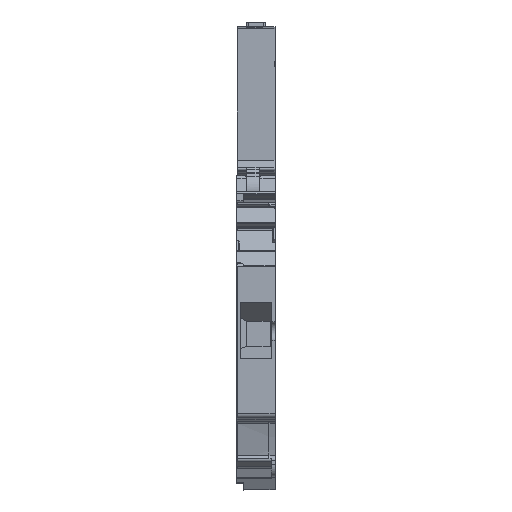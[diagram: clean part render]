
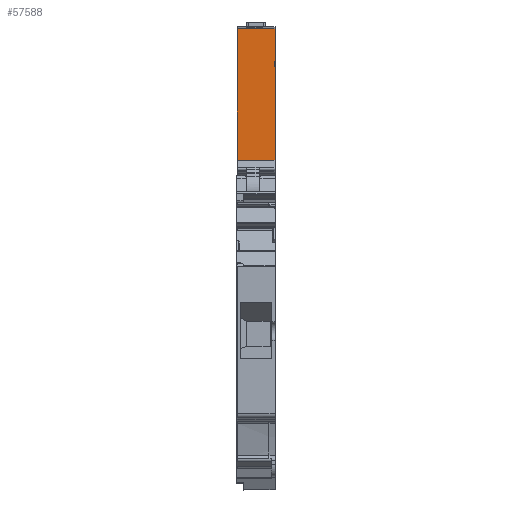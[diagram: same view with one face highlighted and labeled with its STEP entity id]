
A CAD part, front view. The second image highlights one B-rep face of the part: STEP entity #57588.
In plain terms, the highlighted planar face has unit normal (0, -1, 0).
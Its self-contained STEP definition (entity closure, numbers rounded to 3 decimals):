
#57564=AXIS2_PLACEMENT_3D('Plane Axis2P3D',#57561,#57562,#57563) ;
#33215=CARTESIAN_POINT('Vertex',(6.054,18.607,72.858)) ;
#33218=CARTESIAN_POINT('Line Origine',(6.054,18.607,70.26)) ;
#33222=CARTESIAN_POINT('Vertex',(6.054,18.607,67.662)) ;
#33355=CARTESIAN_POINT('Vertex',(6.054,18.607,66.962)) ;
#33358=CARTESIAN_POINT('Line Origine',(6.054,18.607,59.534)) ;
#33362=CARTESIAN_POINT('Vertex',(6.054,18.607,52.106)) ;
#34547=CARTESIAN_POINT('Vertex',(5.954,18.607,66.962)) ;
#34550=CARTESIAN_POINT('Line Origine',(6.004,18.607,66.962)) ;
#35382=CARTESIAN_POINT('Vertex',(5.954,18.607,67.662)) ;
#35385=CARTESIAN_POINT('Line Origine',(5.954,18.607,67.312)) ;
#57391=CARTESIAN_POINT('Line Origine',(3.054,18.607,52.106)) ;
#57395=CARTESIAN_POINT('Vertex',(0.054,18.607,52.106)) ;
#57549=CARTESIAN_POINT('Line Origine',(6.004,18.607,67.662)) ;
#57561=CARTESIAN_POINT('Axis2P3D Location',(2.904,18.607,53.612)) ;
#57566=CARTESIAN_POINT('Line Origine',(3.054,18.607,72.858)) ;
#57570=CARTESIAN_POINT('Vertex',(0.054,18.607,72.858)) ;
#57573=CARTESIAN_POINT('Line Origine',(0.054,18.607,62.482)) ;
#33219=DIRECTION('Vector Direction',(0.,0.,1.)) ;
#33359=DIRECTION('Vector Direction',(0.,0.,-1.)) ;
#34551=DIRECTION('Vector Direction',(-1.,0.,0.)) ;
#35386=DIRECTION('Vector Direction',(0.,0.,-1.)) ;
#57392=DIRECTION('Vector Direction',(1.,0.,0.)) ;
#57550=DIRECTION('Vector Direction',(-1.,0.,0.)) ;
#57562=DIRECTION('Axis2P3D Direction',(0.,1.,0.)) ;
#57563=DIRECTION('Axis2P3D XDirection',(0.,0.,1.)) ;
#57567=DIRECTION('Vector Direction',(1.,0.,0.)) ;
#57574=DIRECTION('Vector Direction',(0.,0.,-1.)) ;
#33220=VECTOR('Line Direction',#33219,1.) ;
#33360=VECTOR('Line Direction',#33359,1.) ;
#34552=VECTOR('Line Direction',#34551,1.) ;
#35387=VECTOR('Line Direction',#35386,1.) ;
#57393=VECTOR('Line Direction',#57392,1.) ;
#57551=VECTOR('Line Direction',#57550,1.) ;
#57568=VECTOR('Line Direction',#57567,1.) ;
#57575=VECTOR('Line Direction',#57574,1.) ;
#57579=ORIENTED_EDGE('',*,*,#33224,.F.) ;
#57580=ORIENTED_EDGE('',*,*,#57572,.T.) ;
#57581=ORIENTED_EDGE('',*,*,#57577,.T.) ;
#57582=ORIENTED_EDGE('',*,*,#57397,.F.) ;
#57583=ORIENTED_EDGE('',*,*,#33364,.F.) ;
#57584=ORIENTED_EDGE('',*,*,#34554,.T.) ;
#57585=ORIENTED_EDGE('',*,*,#35389,.F.) ;
#57586=ORIENTED_EDGE('',*,*,#57553,.F.) ;
#57588=ADVANCED_FACE('FSPG',(#57587),#57565,.F.) ;
#33224=EDGE_CURVE('',#33216,#33223,#33221,.F.) ;
#33364=EDGE_CURVE('',#33356,#33363,#33361,.T.) ;
#34554=EDGE_CURVE('',#33356,#34548,#34553,.T.) ;
#35389=EDGE_CURVE('',#35383,#34548,#35388,.T.) ;
#57397=EDGE_CURVE('',#33363,#57396,#57394,.F.) ;
#57553=EDGE_CURVE('',#33223,#35383,#57552,.T.) ;
#57572=EDGE_CURVE('',#33216,#57571,#57569,.F.) ;
#57577=EDGE_CURVE('',#57571,#57396,#57576,.T.) ;
#57578=EDGE_LOOP('',(#57579,#57580,#57581,#57582,#57583,#57584,#57585,#57586)) ;
#57587=FACE_OUTER_BOUND('',#57578,.T.) ;
#33221=LINE('Line',#33218,#33220) ;
#33361=LINE('Line',#33358,#33360) ;
#34553=LINE('Line',#34550,#34552) ;
#35388=LINE('Line',#35385,#35387) ;
#57394=LINE('Line',#57391,#57393) ;
#57552=LINE('Line',#57549,#57551) ;
#57569=LINE('Line',#57566,#57568) ;
#57576=LINE('Line',#57573,#57575) ;
#57565=PLANE('',#57564) ;
#33216=VERTEX_POINT('',#33215) ;
#33223=VERTEX_POINT('',#33222) ;
#33356=VERTEX_POINT('',#33355) ;
#33363=VERTEX_POINT('',#33362) ;
#34548=VERTEX_POINT('',#34547) ;
#35383=VERTEX_POINT('',#35382) ;
#57396=VERTEX_POINT('',#57395) ;
#57571=VERTEX_POINT('',#57570) ;
